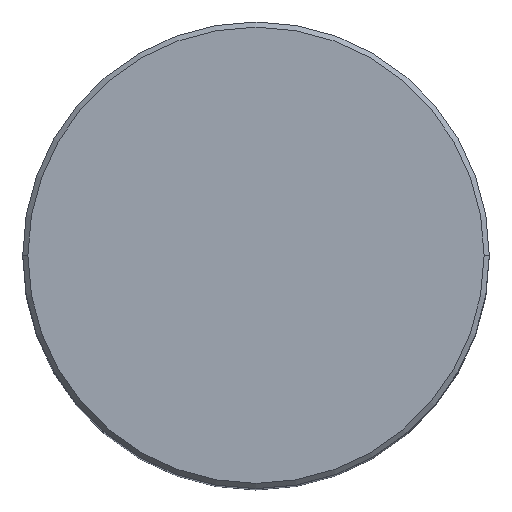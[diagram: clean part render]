
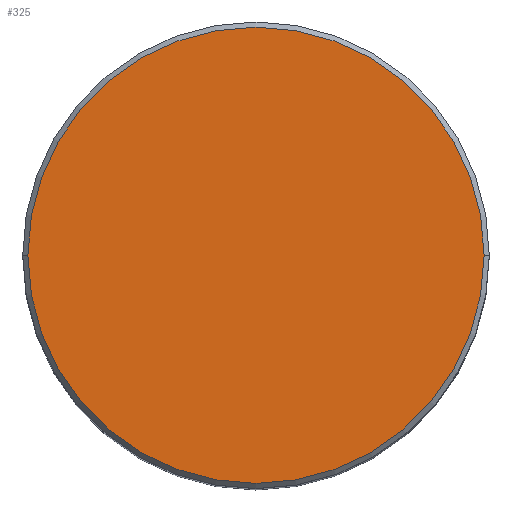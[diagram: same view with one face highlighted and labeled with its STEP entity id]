
A CAD part, top view. The second image highlights one B-rep face of the part: STEP entity #325.
In plain terms, the highlighted planar face has unit normal (0, 0, 1).
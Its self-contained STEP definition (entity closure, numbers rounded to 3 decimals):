
#11 = EDGE_LOOP ( 'NONE', ( #491, #551 ) ) ;
#55 = VERTEX_POINT ( 'NONE', #329 ) ;
#64 = CARTESIAN_POINT ( 'NONE',  ( 0., 0., 0. ) ) ;
#79 = CARTESIAN_POINT ( 'NONE',  ( 0., 0., 0. ) ) ;
#90 = VERTEX_POINT ( 'NONE', #488 ) ;
#146 = EDGE_CURVE ( 'NONE', #90, #55, #531, .T. ) ;
#149 = DIRECTION ( 'NONE',  ( 0., 0., 1. ) ) ;
#159 = DIRECTION ( 'NONE',  ( 0., 0., 1. ) ) ;
#280 = AXIS2_PLACEMENT_3D ( 'NONE', #296, #159, #463 ) ;
#283 = FACE_OUTER_BOUND ( 'NONE', #11, .T. ) ;
#296 = CARTESIAN_POINT ( 'NONE',  ( 0., 0., 0. ) ) ;
#325 = ADVANCED_FACE ( 'NONE', ( #283 ), #415, .T. ) ;
#329 = CARTESIAN_POINT ( 'NONE',  ( 22., 0., 0. ) ) ;
#342 = AXIS2_PLACEMENT_3D ( 'NONE', #64, #149, #549 ) ;
#413 = EDGE_CURVE ( 'NONE', #55, #90, #425, .T. ) ;
#415 = PLANE ( 'NONE',  #342 ) ;
#425 = CIRCLE ( 'NONE', #472, 22. ) ;
#463 = DIRECTION ( 'NONE',  ( 1., 0., 0. ) ) ;
#464 = DIRECTION ( 'NONE',  ( 1., 0., 0. ) ) ;
#472 = AXIS2_PLACEMENT_3D ( 'NONE', #79, #555, #464 ) ;
#488 = CARTESIAN_POINT ( 'NONE',  ( -22., 0., 0. ) ) ;
#491 = ORIENTED_EDGE ( 'NONE', *, *, #146, .T. ) ;
#531 = CIRCLE ( 'NONE', #280, 22. ) ;
#549 = DIRECTION ( 'NONE',  ( 1., 0., 0. ) ) ;
#551 = ORIENTED_EDGE ( 'NONE', *, *, #413, .T. ) ;
#555 = DIRECTION ( 'NONE',  ( 0., 0., 1. ) ) ;
